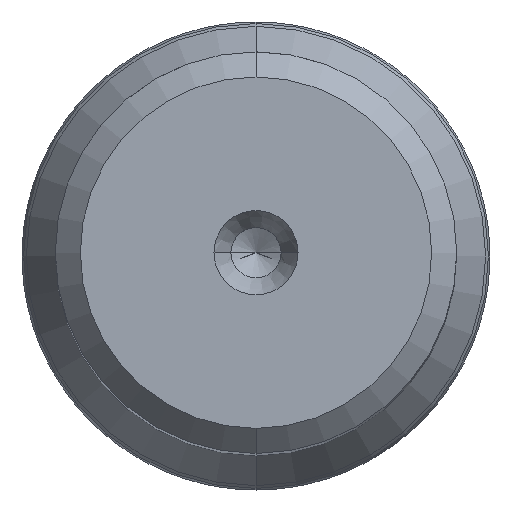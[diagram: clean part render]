
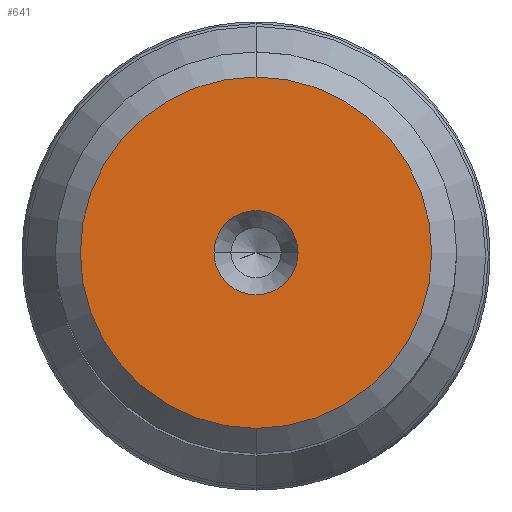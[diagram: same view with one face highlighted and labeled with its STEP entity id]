
A CAD part, top view. The second image highlights one B-rep face of the part: STEP entity #641.
In plain terms, the highlighted face is planar.
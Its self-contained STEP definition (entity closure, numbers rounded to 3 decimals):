
#37=CARTESIAN_POINT('',(0.,0.,0.));
#38=DIRECTION('',(0.,0.,-1.));
#39=DIRECTION('',(1.,0.,0.));
#40=AXIS2_PLACEMENT_3D('',#37,#38,#39);
#45=CARTESIAN_POINT('',(0.,0.,0.));
#46=DIRECTION('',(0.,0.,-1.));
#47=DIRECTION('',(-1.,0.,0.));
#48=AXIS2_PLACEMENT_3D('',#45,#46,#47);
#68=CARTESIAN_POINT('',(0.,0.,0.));
#69=DIRECTION('',(0.,0.,1.));
#70=DIRECTION('',(0.,1.,0.));
#71=AXIS2_PLACEMENT_3D('',#68,#69,#70);
#180=CARTESIAN_POINT('',(0.,0.,0.));
#181=DIRECTION('',(0.,0.,-1.));
#182=DIRECTION('',(0.,1.,0.));
#183=AXIS2_PLACEMENT_3D('',#180,#181,#182);
#560=CARTESIAN_POINT('',(0.,7.,0.));
#561=CARTESIAN_POINT('',(0.,-7.,0.));
#562=VERTEX_POINT('',#560);
#563=VERTEX_POINT('',#561);
#584=CARTESIAN_POINT('',(1.675,0.,0.));
#585=CARTESIAN_POINT('',(-1.675,0.,0.));
#586=VERTEX_POINT('',#584);
#587=VERTEX_POINT('',#585);
#624=CARTESIAN_POINT('',(0.,0.,0.));
#625=DIRECTION('',(0.,0.,-1.));
#626=DIRECTION('',(0.,-1.,0.));
#627=AXIS2_PLACEMENT_3D('',#624,#625,#626);
#628=PLANE('',#627);
#630=ORIENTED_EDGE('',*,*,#629,.T.);
#632=ORIENTED_EDGE('',*,*,#631,.F.);
#633=EDGE_LOOP('',(#630,#632));
#634=FACE_OUTER_BOUND('',#633,.F.);
#636=ORIENTED_EDGE('',*,*,#635,.T.);
#638=ORIENTED_EDGE('',*,*,#637,.T.);
#639=EDGE_LOOP('',(#636,#638));
#640=FACE_BOUND('',#639,.F.);
#641=ADVANCED_FACE('',(#634,#640),#628,.T.);
#41=CIRCLE('',#40,1.675);
#49=CIRCLE('',#48,1.675);
#72=CIRCLE('',#71,7.);
#184=CIRCLE('',#183,7.);
#629=EDGE_CURVE('',#562,#563,#72,.T.);
#631=EDGE_CURVE('',#562,#563,#184,.T.);
#635=EDGE_CURVE('',#586,#587,#41,.T.);
#637=EDGE_CURVE('',#587,#586,#49,.T.);
